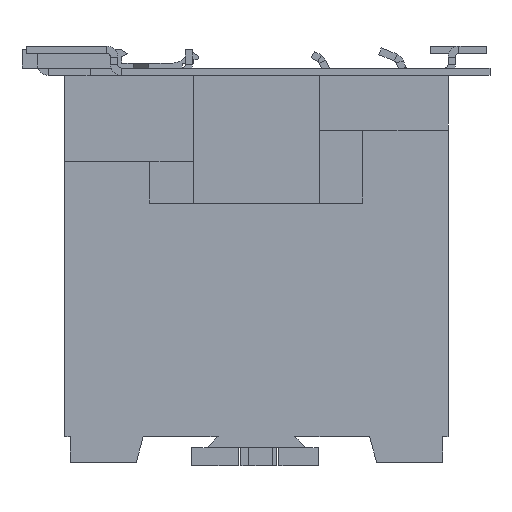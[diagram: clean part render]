
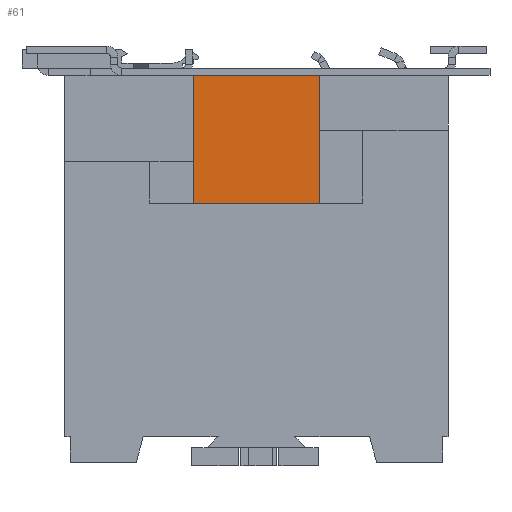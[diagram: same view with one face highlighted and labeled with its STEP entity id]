
A CAD part, front view. The second image highlights one B-rep face of the part: STEP entity #61.
In plain terms, the highlighted planar face has unit normal (0, -1, 0).
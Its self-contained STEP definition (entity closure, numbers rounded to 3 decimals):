
#61 = ADVANCED_FACE ( 'NONE', ( #10472 ), #2592, .F. ) ;
#147 = CARTESIAN_POINT ( 'NONE',  ( 9.95, -37.3, -2. ) ) ;
#1063 = ORIENTED_EDGE ( 'NONE', *, *, #4483, .T. ) ;
#1497 = VERTEX_POINT ( 'NONE', #10130 ) ;
#1721 = ORIENTED_EDGE ( 'NONE', *, *, #13458, .T. ) ;
#2540 = LINE ( 'NONE', #10858, #10764 ) ;
#2592 = PLANE ( 'NONE',  #9346 ) ;
#3108 = VECTOR ( 'NONE', #18163, 1000. ) ;
#3466 = ORIENTED_EDGE ( 'NONE', *, *, #17999, .T. ) ;
#4483 = EDGE_CURVE ( 'NONE', #14985, #1497, #2540, .T. ) ;
#4973 = VECTOR ( 'NONE', #13210, 1000. ) ;
#6547 = CARTESIAN_POINT ( 'NONE',  ( 9.95, -37.3, -37. ) ) ;
#7425 = CARTESIAN_POINT ( 'NONE',  ( 9.95, -37.3, -2. ) ) ;
#7794 = VERTEX_POINT ( 'NONE', #9024 ) ;
#7891 = LINE ( 'NONE', #13748, #3108 ) ;
#8141 = DIRECTION ( 'NONE',  ( 1., 0., 0. ) ) ;
#8612 = CARTESIAN_POINT ( 'NONE',  ( -24.45, -37.3, -37. ) ) ;
#9024 = CARTESIAN_POINT ( 'NONE',  ( 9.95, -37.3, -37. ) ) ;
#9137 = DIRECTION ( 'NONE',  ( -1., 0., 0. ) ) ;
#9346 = AXIS2_PLACEMENT_3D ( 'NONE', #16915, #11165, #15586 ) ;
#9791 = LINE ( 'NONE', #147, #4973 ) ;
#10130 = CARTESIAN_POINT ( 'NONE',  ( -24.45, -37.3, -2. ) ) ;
#10472 = FACE_OUTER_BOUND ( 'NONE', #13394, .T. ) ;
#10764 = VECTOR ( 'NONE', #9137, 1000. ) ;
#10858 = CARTESIAN_POINT ( 'NONE',  ( -24.45, -37.3, -2. ) ) ;
#11165 = DIRECTION ( 'NONE',  ( 0., 1., 0. ) ) ;
#12589 = VERTEX_POINT ( 'NONE', #8612 ) ;
#13210 = DIRECTION ( 'NONE',  ( 0., 0., 1. ) ) ;
#13394 = EDGE_LOOP ( 'NONE', ( #3466, #1063, #1721, #15194 ) ) ;
#13458 = EDGE_CURVE ( 'NONE', #1497, #12589, #7891, .T. ) ;
#13748 = CARTESIAN_POINT ( 'NONE',  ( -24.45, -37.3, -37. ) ) ;
#14985 = VERTEX_POINT ( 'NONE', #7425 ) ;
#15194 = ORIENTED_EDGE ( 'NONE', *, *, #16536, .T. ) ;
#15309 = LINE ( 'NONE', #6547, #16656 ) ;
#15586 = DIRECTION ( 'NONE',  ( 0., 0., 1. ) ) ;
#16536 = EDGE_CURVE ( 'NONE', #12589, #7794, #15309, .T. ) ;
#16656 = VECTOR ( 'NONE', #8141, 1000. ) ;
#16915 = CARTESIAN_POINT ( 'NONE',  ( 0., -37.3, 0. ) ) ;
#17999 = EDGE_CURVE ( 'NONE', #7794, #14985, #9791, .T. ) ;
#18163 = DIRECTION ( 'NONE',  ( 0., 0., -1. ) ) ;
